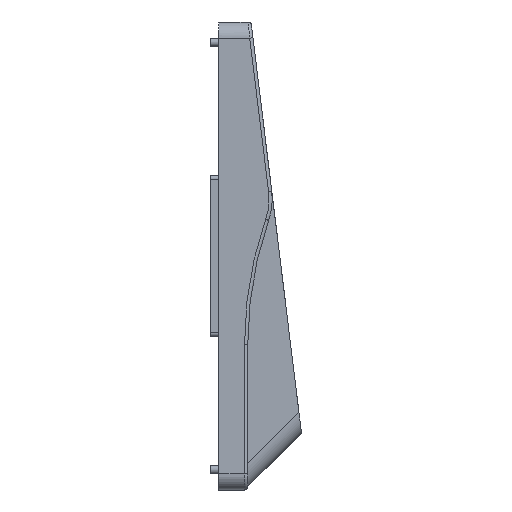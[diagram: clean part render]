
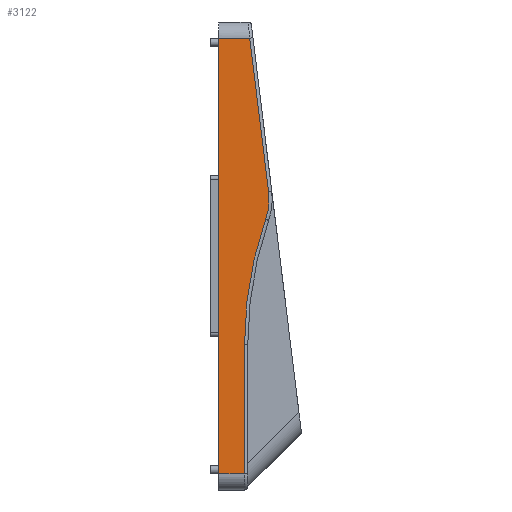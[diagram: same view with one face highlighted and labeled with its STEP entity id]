
A CAD part, left-side view. The second image highlights one B-rep face of the part: STEP entity #3122.
In plain terms, the highlighted planar face has unit normal (-1, 0, 0).
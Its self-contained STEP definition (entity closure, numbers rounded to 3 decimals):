
#100=PLANE('',#3429);
#203=FACE_OUTER_BOUND('',#404,.T.);
#404=EDGE_LOOP('',(#2428,#2429,#2430,#2431,#2432,#2433,#2434));
#574=LINE('',#4751,#849);
#671=LINE('',#5086,#946);
#694=LINE('',#5176,#969);
#695=LINE('',#5181,#970);
#696=LINE('',#5182,#971);
#849=VECTOR('',#3740,10.);
#946=VECTOR('',#4027,10.);
#969=VECTOR('',#4114,10.);
#970=VECTOR('',#4119,10.);
#971=VECTOR('',#4120,10.);
#1197=CIRCLE('',#3430,117.804);
#1198=CIRCLE('',#3431,19.);
#1310=VERTEX_POINT('',#4748);
#1311=VERTEX_POINT('',#4750);
#1454=VERTEX_POINT('',#5084);
#1488=VERTEX_POINT('',#5174);
#1489=VERTEX_POINT('',#5175);
#1490=VERTEX_POINT('',#5177);
#1491=VERTEX_POINT('',#5179);
#1629=EDGE_CURVE('',#1311,#1310,#574,.T.);
#1799=EDGE_CURVE('',#1311,#1454,#671,.T.);
#1843=EDGE_CURVE('',#1488,#1489,#694,.T.);
#1844=EDGE_CURVE('',#1490,#1488,#1197,.T.);
#1845=EDGE_CURVE('',#1491,#1490,#1198,.T.);
#1846=EDGE_CURVE('',#1454,#1491,#695,.T.);
#1847=EDGE_CURVE('',#1489,#1310,#696,.T.);
#2428=ORIENTED_EDGE('',*,*,#1843,.F.);
#2429=ORIENTED_EDGE('',*,*,#1844,.F.);
#2430=ORIENTED_EDGE('',*,*,#1845,.F.);
#2431=ORIENTED_EDGE('',*,*,#1846,.F.);
#2432=ORIENTED_EDGE('',*,*,#1799,.F.);
#2433=ORIENTED_EDGE('',*,*,#1629,.T.);
#2434=ORIENTED_EDGE('',*,*,#1847,.F.);
#3122=ADVANCED_FACE('',(#203),#100,.T.);
#3429=AXIS2_PLACEMENT_3D('',#5173,#4112,#4113);
#3430=AXIS2_PLACEMENT_3D('',#5178,#4115,#4116);
#3431=AXIS2_PLACEMENT_3D('',#5180,#4117,#4118);
#3740=DIRECTION('',(0.,0.,-1.));
#4027=DIRECTION('',(0.,-1.,0.));
#4112=DIRECTION('center_axis',(-1.,0.,0.));
#4113=DIRECTION('ref_axis',(0.,0.,-1.));
#4114=DIRECTION('',(0.,0.,-1.));
#4115=DIRECTION('center_axis',(-1.,0.,0.));
#4116=DIRECTION('ref_axis',(0.,0.986,0.166));
#4117=DIRECTION('center_axis',(1.,0.,0.));
#4118=DIRECTION('ref_axis',(0.,-0.994,-0.106));
#4119=DIRECTION('',(0.,-0.122,-0.993));
#4120=DIRECTION('',(0.,1.,0.));
#4748=CARTESIAN_POINT('',(-179.081,-3.,-67.281));
#4750=CARTESIAN_POINT('',(-179.081,-3.,67.281));
#4751=CARTESIAN_POINT('',(-179.081,-3.,72.281));
#5084=CARTESIAN_POINT('',(-179.081,-12.606,67.281));
#5086=CARTESIAN_POINT('',(-179.081,-3.,67.281));
#5173=CARTESIAN_POINT('Origin',(-179.081,-3.,72.281));
#5174=CARTESIAN_POINT('',(-179.081,-11.,-27.281));
#5175=CARTESIAN_POINT('',(-179.081,-11.,-67.281));
#5176=CARTESIAN_POINT('',(-179.081,-11.,22.5));
#5177=CARTESIAN_POINT('',(-179.081,-17.515,11.352));
#5178=CARTESIAN_POINT('Origin',(-179.081,-128.804,-27.281));
#5179=CARTESIAN_POINT('',(-179.081,-18.424,19.899));
#5180=CARTESIAN_POINT('Origin',(-179.081,0.434,17.583));
#5181=CARTESIAN_POINT('',(-179.081,-20.808,0.483));
#5182=CARTESIAN_POINT('',(-179.081,-3.,-67.281));
